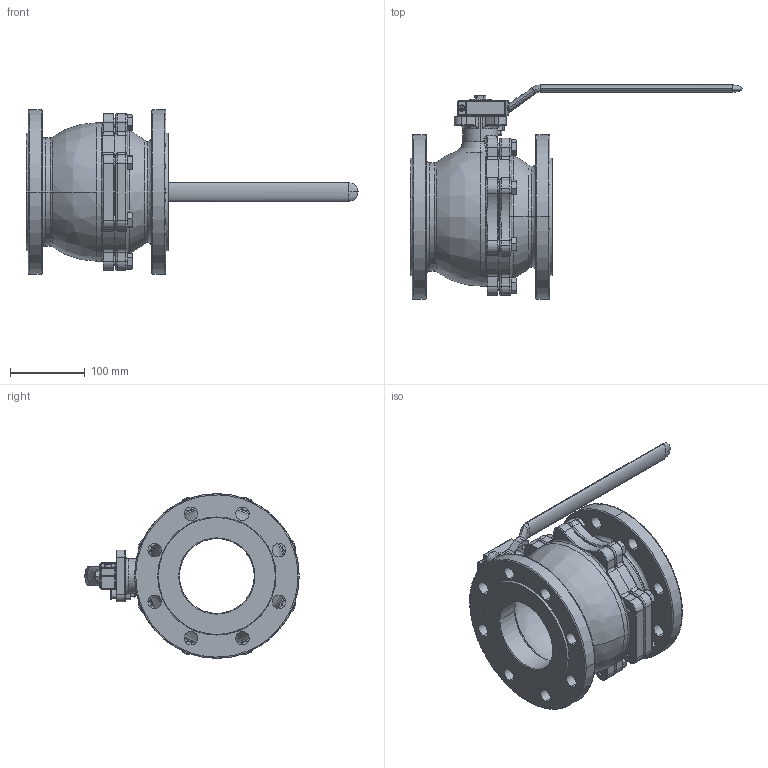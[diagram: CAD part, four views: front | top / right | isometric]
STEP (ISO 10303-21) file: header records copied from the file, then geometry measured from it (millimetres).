
FILE_DESCRIPTION (( 'STEP AP214' ), '1' );
FILE_NAME ('Fig. 150 DN-100.STEP', '2020-10-15T08:39:13', ( '' ), ( '' ), 'SwSTEP 2.0', 'SolidWorks 2020', '' );
FILE_SCHEMA (( 'AUTOMOTIVE_DESIGN' ));
Length unit declared in the file: millimetre
Products named in the file (1): Fig. 150  DN-100
Bounding box: 443.99 x 286.5 x 220 mm (x, y, z)
Volume: 2395825 mm3; surface area: 440970.3 mm2
Topology: 18 solids, 18 shells, 976 faces, 2331 edges, 1371 vertices
Faces by surface type: cylinder 317, plane 283, bspline 218, cone 137, sphere 14, torus 7
Entity records: 54151 total; most frequent: CARTESIAN_POINT 22017, ORIENTED_EDGE 4508, DIRECTION 4312, EDGE_CURVE 2254, AXIS2_PLACEMENT_3D 1777, VERTEX_POINT 1353, EDGE_LOOP 1103, CIRCLE 1018
